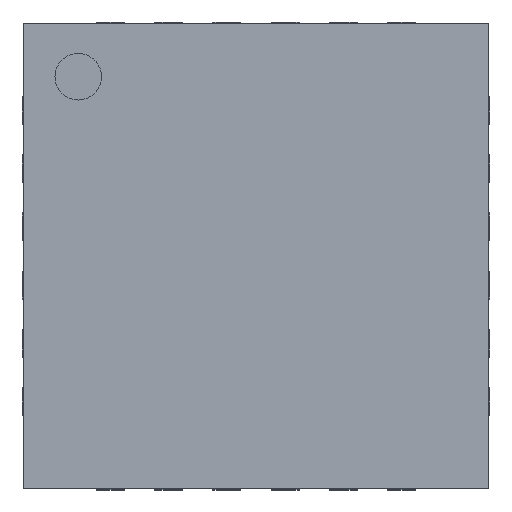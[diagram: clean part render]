
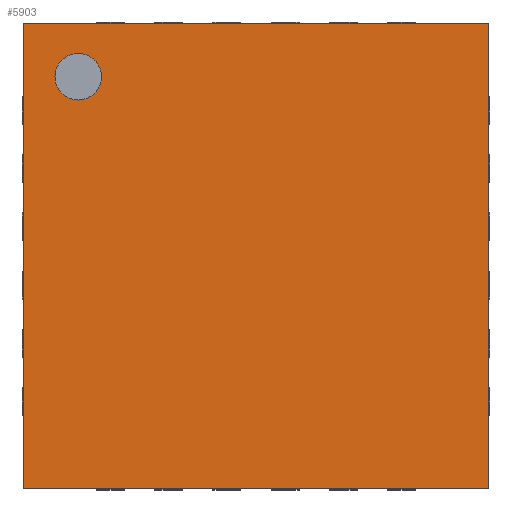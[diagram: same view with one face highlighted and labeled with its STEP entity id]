
A CAD part, top view. The second image highlights one B-rep face of the part: STEP entity #5903.
In plain terms, the highlighted planar face has unit normal (0, 0, 1).
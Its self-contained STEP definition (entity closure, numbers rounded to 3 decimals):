
#163=PLANE('',#6220);
#622=LINE('',#8543,#1148);
#639=LINE('',#8568,#1165);
#649=LINE('',#8582,#1175);
#657=LINE('',#8591,#1183);
#1148=VECTOR('',#7263,1000.);
#1165=VECTOR('',#7282,1000.);
#1175=VECTOR('',#7294,1000.);
#1183=VECTOR('',#7304,1000.);
#2226=ORIENTED_EDGE('',*,*,#3084,.T.);
#2227=ORIENTED_EDGE('',*,*,#3059,.T.);
#2228=ORIENTED_EDGE('',*,*,#3042,.T.);
#2229=ORIENTED_EDGE('',*,*,#3069,.T.);
#2230=ORIENTED_EDGE('',*,*,#3077,.T.);
#3042=EDGE_CURVE('',#3518,#3517,#622,.T.);
#3059=EDGE_CURVE('',#3525,#3518,#639,.T.);
#3069=EDGE_CURVE('',#3517,#3527,#649,.T.);
#3077=EDGE_CURVE('',#3527,#3525,#657,.T.);
#3084=EDGE_CURVE('',#3534,#3534,#3668,.T.);
#3517=VERTEX_POINT('',#8542);
#3518=VERTEX_POINT('',#8544);
#3525=VERTEX_POINT('',#8569);
#3527=VERTEX_POINT('',#8581);
#3534=VERTEX_POINT('',#8607);
#3668=CIRCLE('',#6221,0.2);
#3875=EDGE_LOOP('',(#2226));
#3876=EDGE_LOOP('',(#2227,#2228,#2229,#2230));
#4097=FACE_BOUND('',#3875,.T.);
#4098=FACE_BOUND('',#3876,.T.);
#5903=ADVANCED_FACE('',(#4097,#4098),#163,.T.);
#6220=AXIS2_PLACEMENT_3D('',#8605,#7315,#7316);
#6221=AXIS2_PLACEMENT_3D('',#8606,#7317,#7318);
#7263=DIRECTION('',(1.,0.,0.));
#7282=DIRECTION('',(0.,-1.,0.));
#7294=DIRECTION('',(0.,1.,0.));
#7304=DIRECTION('',(-1.,0.,0.));
#7315=DIRECTION('',(0.,0.,1.));
#7316=DIRECTION('',(1.,0.,0.));
#7317=DIRECTION('',(0.,0.,-1.));
#7318=DIRECTION('',(1.,0.,0.));
#8542=CARTESIAN_POINT('',(2.,-2.,0.));
#8543=CARTESIAN_POINT('',(-2.,-2.,0.));
#8544=CARTESIAN_POINT('',(-2.,-2.,0.));
#8568=CARTESIAN_POINT('',(-2.,2.,0.));
#8569=CARTESIAN_POINT('',(-2.,2.,0.));
#8581=CARTESIAN_POINT('',(2.,2.,0.));
#8582=CARTESIAN_POINT('',(2.,-2.,0.));
#8591=CARTESIAN_POINT('',(2.,2.,0.));
#8605=CARTESIAN_POINT('',(0.,0.,0.));
#8606=CARTESIAN_POINT('',(-1.527,1.539,0.));
#8607=CARTESIAN_POINT('',(-1.327,1.539,0.));
